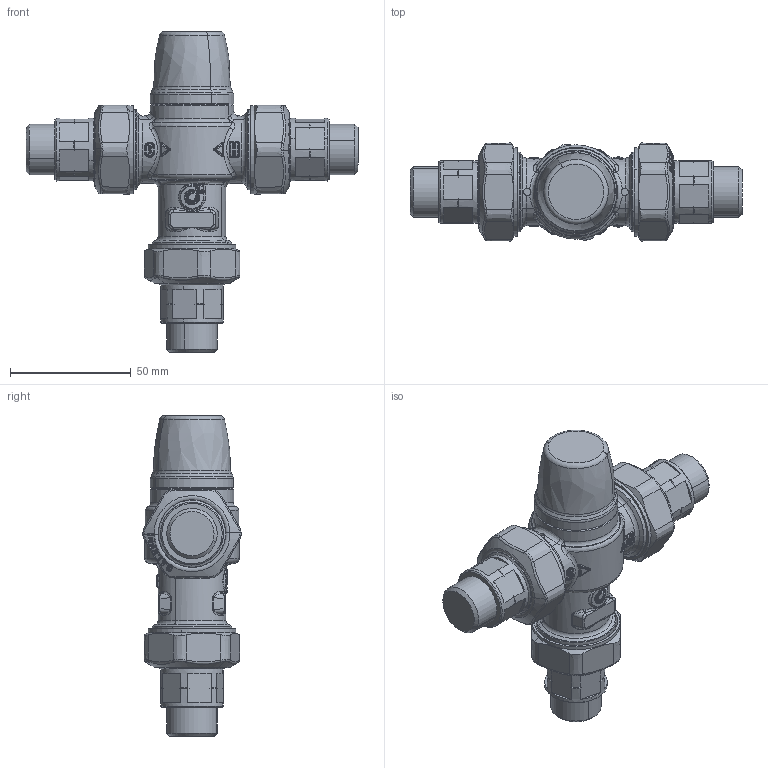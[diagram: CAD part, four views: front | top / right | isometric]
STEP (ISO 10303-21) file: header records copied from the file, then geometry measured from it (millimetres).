
FILE_DESCRIPTION(('CATIA V5 STEP Exchange','CAx-IF Rec.Pracs.--- Model Styling and Organization---1.5--- 2016-08-15','CAx-IF Rec.Pracs.---Supplemental Geometry---1.0---2011-11-01','CAx-IF Rec.Pracs.--- Composite Materials ---3.4---2017-06-13','CAx-IF Rec.Pracs.---Tessellated 3D Geometry---1.0---2015-12-17'),'2;1');
FILE_NAME('STEP_521344_-_TST.stp','2025-09-01T14:34:46+00:00',('none'),('none'),'CATIA Version 5-6 Release 2020 SP5','CATIA V5 STEP AP242 v2','none');
FILE_SCHEMA(('AP242_MANAGED_MODEL_BASED_3D_ENGINEERING_MIM_LF {1 0 10303 442 1 1 4}'));
Products named in the file (1): 521344 - TST
Bounding box: 137.5 x 40.65 x 132.9 mm (x, y, z)
Volume: 170124.3 mm3; surface area: 35955.4 mm2
Topology: 1 solids, 4 shells, 2400 faces, 5612 edges, 3020 vertices
Faces by surface type: bspline 1559, cylinder 254, sphere 211, plane 174, cone 162, torus 38, revolution 2
Entity records: 141388 total; most frequent: CARTESIAN_POINT 100519, ORIENTED_EDGE 10756, EDGE_CURVE 5378, B_SPLINE_CURVE_WITH_KNOTS 4127, VERTEX_POINT 3020, DIRECTION 2537, EDGE_LOOP 2434, ADVANCED_FACE 2400
